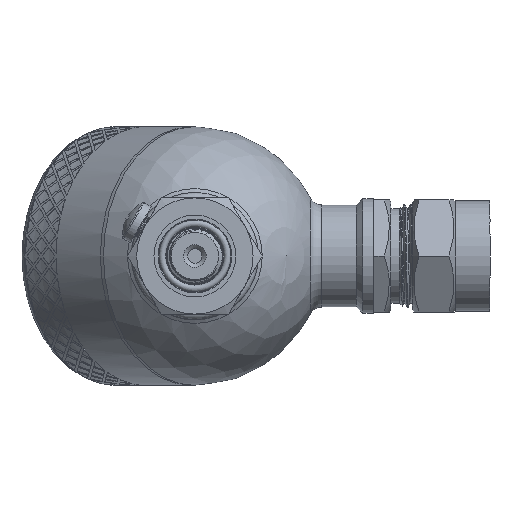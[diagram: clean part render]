
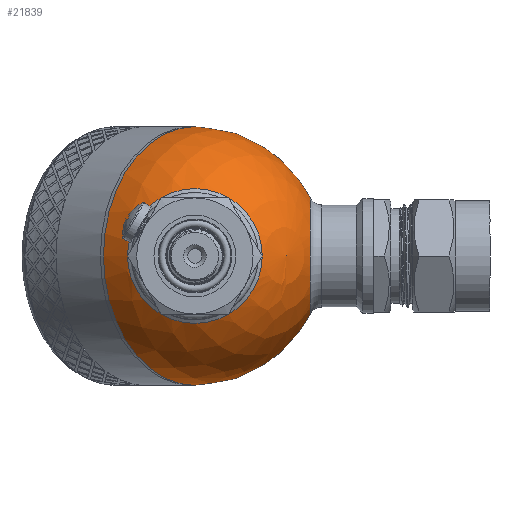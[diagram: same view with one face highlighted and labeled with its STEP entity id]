
A CAD part, left-side view. The second image highlights one B-rep face of the part: STEP entity #21839.
In plain terms, the highlighted spherical face has radius 30 mm.
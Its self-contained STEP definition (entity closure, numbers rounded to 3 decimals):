
#39=SPHERICAL_SURFACE('',#23157,30.);
#112=FACE_BOUND('',#3293,.T.);
#113=FACE_BOUND('',#3294,.T.);
#1840=FACE_OUTER_BOUND('',#3292,.T.);
#3292=EDGE_LOOP('',(#16207,#16208,#16209,#16210));
#3293=EDGE_LOOP('',(#16211));
#3294=EDGE_LOOP('',(#16212));
#4641=CIRCLE('',#23154,15.643);
#4644=CIRCLE('',#23158,30.);
#4645=CIRCLE('',#23159,30.);
#4646=CIRCLE('',#23160,30.);
#4647=CIRCLE('',#23161,13.5);
#9101=VERTEX_POINT('',#38604);
#9103=VERTEX_POINT('',#38610);
#9104=VERTEX_POINT('',#38611);
#9105=VERTEX_POINT('',#38613);
#9106=VERTEX_POINT('',#38616);
#11744=EDGE_CURVE('',#9101,#9101,#4641,.T.);
#11747=EDGE_CURVE('',#9103,#9104,#4644,.T.);
#11748=EDGE_CURVE('',#9103,#9105,#4645,.T.);
#11749=EDGE_CURVE('',#9104,#9103,#4646,.T.);
#11750=EDGE_CURVE('',#9106,#9106,#4647,.T.);
#16207=ORIENTED_EDGE('',*,*,#11747,.F.);
#16208=ORIENTED_EDGE('',*,*,#11748,.T.);
#16209=ORIENTED_EDGE('',*,*,#11748,.F.);
#16210=ORIENTED_EDGE('',*,*,#11749,.F.);
#16211=ORIENTED_EDGE('',*,*,#11744,.F.);
#16212=ORIENTED_EDGE('',*,*,#11750,.F.);
#21839=ADVANCED_FACE('',(#1840,#112,#113),#39,.T.);
#23154=AXIS2_PLACEMENT_3D('',#38605,#24552,#24553);
#23157=AXIS2_PLACEMENT_3D('',#38609,#24558,#24559);
#23158=AXIS2_PLACEMENT_3D('',#38612,#24560,#24561);
#23159=AXIS2_PLACEMENT_3D('',#38614,#24562,#24563);
#23160=AXIS2_PLACEMENT_3D('',#38615,#24564,#24565);
#23161=AXIS2_PLACEMENT_3D('',#38617,#24566,#24567);
#24552=DIRECTION('center_axis',(-0.707,0.,0.707));
#24553=DIRECTION('ref_axis',(0.707,0.,0.707));
#24558=DIRECTION('center_axis',(1.,0.,0.));
#24559=DIRECTION('ref_axis',(0.,-1.,0.));
#24560=DIRECTION('center_axis',(1.,0.,0.));
#24561=DIRECTION('ref_axis',(0.,1.,0.));
#24562=DIRECTION('center_axis',(0.,0.,1.));
#24563=DIRECTION('ref_axis',(0.,1.,0.));
#24564=DIRECTION('center_axis',(1.,0.,0.));
#24565=DIRECTION('ref_axis',(0.,1.,0.));
#24566=DIRECTION('center_axis',(-0.707,0.,-0.707));
#24567=DIRECTION('ref_axis',(-0.707,0.,0.707));
#38604=CARTESIAN_POINT('',(-29.162,0.,7.04));
#38605=CARTESIAN_POINT('Origin',(-18.101,0.,18.101));
#38609=CARTESIAN_POINT('Origin',(0.,0.,0.));
#38610=CARTESIAN_POINT('',(0.,30.,0.));
#38611=CARTESIAN_POINT('',(0.,-30.,0.));
#38612=CARTESIAN_POINT('Origin',(0.,0.,0.));
#38613=CARTESIAN_POINT('',(-30.,0.,0.));
#38614=CARTESIAN_POINT('Origin',(0.,0.,0.));
#38615=CARTESIAN_POINT('Origin',(0.,0.,0.));
#38616=CARTESIAN_POINT('',(-9.398,0.,-28.49));
#38617=CARTESIAN_POINT('Origin',(-18.944,0.,-18.944));
